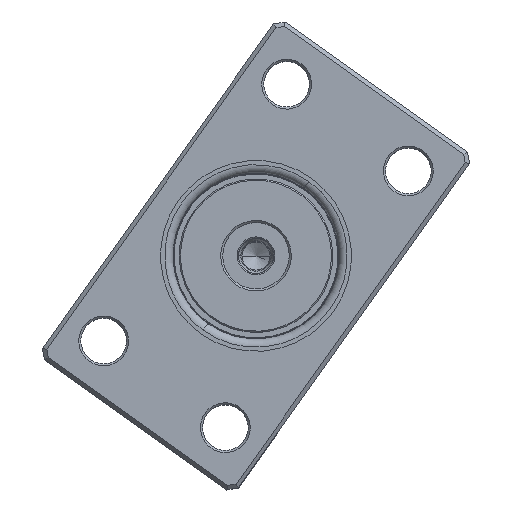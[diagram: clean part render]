
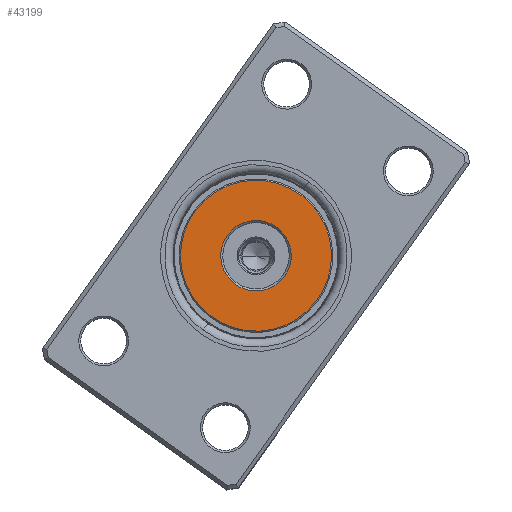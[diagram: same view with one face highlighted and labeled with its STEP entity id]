
A CAD part, top view. The second image highlights one B-rep face of the part: STEP entity #43199.
In plain terms, the highlighted face is planar.
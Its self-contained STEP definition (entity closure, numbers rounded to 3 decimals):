
#409 = VERTEX_POINT ( 'NONE', #34997 ) ;
#812 = CIRCLE ( 'NONE', #29531, 18.2 ) ;
#1293 = CIRCLE ( 'NONE', #42742, 8.5 ) ;
#1911 = VERTEX_POINT ( 'NONE', #7329 ) ;
#2771 = FACE_OUTER_BOUND ( 'NONE', #33311, .T. ) ;
#5397 = FACE_BOUND ( 'NONE', #26989, .T. ) ;
#7329 = CARTESIAN_POINT ( 'NONE',  ( -18.2, 0., 0. ) ) ;
#7778 = AXIS2_PLACEMENT_3D ( 'NONE', #15217, #27081, #43798 ) ;
#10720 = ORIENTED_EDGE ( 'NONE', *, *, #12011, .T. ) ;
#12011 = EDGE_CURVE ( 'NONE', #18397, #22913, #19350, .T. ) ;
#15217 = CARTESIAN_POINT ( 'NONE',  ( 0., 0., 0. ) ) ;
#16328 = ORIENTED_EDGE ( 'NONE', *, *, #45444, .T. ) ;
#16810 = ORIENTED_EDGE ( 'NONE', *, *, #50169, .T. ) ;
#18397 = VERTEX_POINT ( 'NONE', #26009 ) ;
#19350 = CIRCLE ( 'NONE', #43134, 8.5 ) ;
#19380 = DIRECTION ( 'NONE',  ( 1., 0., 0. ) ) ;
#19808 = AXIS2_PLACEMENT_3D ( 'NONE', #22912, #23434, #48276 ) ;
#20072 = EDGE_CURVE ( 'NONE', #409, #1911, #48091, .T. ) ;
#21070 = DIRECTION ( 'NONE',  ( 0., 0., 1. ) ) ;
#22912 = CARTESIAN_POINT ( 'NONE',  ( 0., 0., 0. ) ) ;
#22913 = VERTEX_POINT ( 'NONE', #39044 ) ;
#23434 = DIRECTION ( 'NONE',  ( 0., 0., -1. ) ) ;
#26009 = CARTESIAN_POINT ( 'NONE',  ( -8.5, 0., 0. ) ) ;
#26854 = ORIENTED_EDGE ( 'NONE', *, *, #20072, .T. ) ;
#26989 = EDGE_LOOP ( 'NONE', ( #10720, #16810 ) ) ;
#27081 = DIRECTION ( 'NONE',  ( 0., 0., 1. ) ) ;
#29531 = AXIS2_PLACEMENT_3D ( 'NONE', #48563, #32199, #44594 ) ;
#31809 = CARTESIAN_POINT ( 'NONE',  ( 0., 0., 0. ) ) ;
#32199 = DIRECTION ( 'NONE',  ( 0., 0., -1. ) ) ;
#33311 = EDGE_LOOP ( 'NONE', ( #26854, #16328 ) ) ;
#34997 = CARTESIAN_POINT ( 'NONE',  ( 18.2, 0., 0. ) ) ;
#36486 = DIRECTION ( 'NONE',  ( 0., 0., 1. ) ) ;
#39044 = CARTESIAN_POINT ( 'NONE',  ( 8.5, 0., 0. ) ) ;
#41572 = CARTESIAN_POINT ( 'NONE',  ( 0., 0., 0. ) ) ;
#42742 = AXIS2_PLACEMENT_3D ( 'NONE', #41572, #21070, #45369 ) ;
#43134 = AXIS2_PLACEMENT_3D ( 'NONE', #31809, #36486, #19380 ) ;
#43199 = ADVANCED_FACE ( 'NONE', ( #2771, #5397 ), #51773, .F. ) ;
#43798 = DIRECTION ( 'NONE',  ( 1., 0., 0. ) ) ;
#44594 = DIRECTION ( 'NONE',  ( 1., 0., 0. ) ) ;
#45369 = DIRECTION ( 'NONE',  ( 1., 0., 0. ) ) ;
#45444 = EDGE_CURVE ( 'NONE', #1911, #409, #812, .T. ) ;
#48091 = CIRCLE ( 'NONE', #19808, 18.2 ) ;
#48276 = DIRECTION ( 'NONE',  ( 1., 0., 0. ) ) ;
#48563 = CARTESIAN_POINT ( 'NONE',  ( 0., 0., 0. ) ) ;
#50169 = EDGE_CURVE ( 'NONE', #22913, #18397, #1293, .T. ) ;
#51773 = PLANE ( 'NONE',  #7778 ) ;
